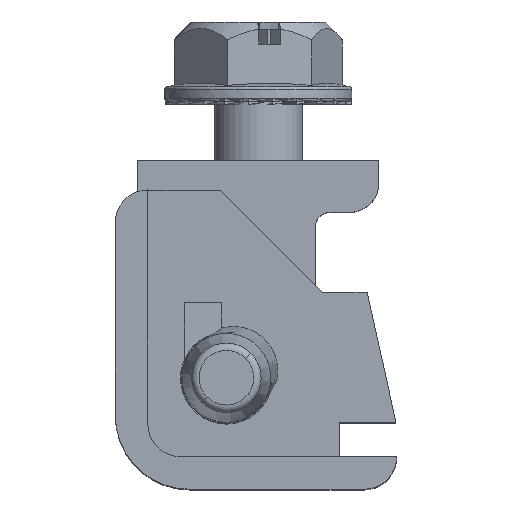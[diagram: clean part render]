
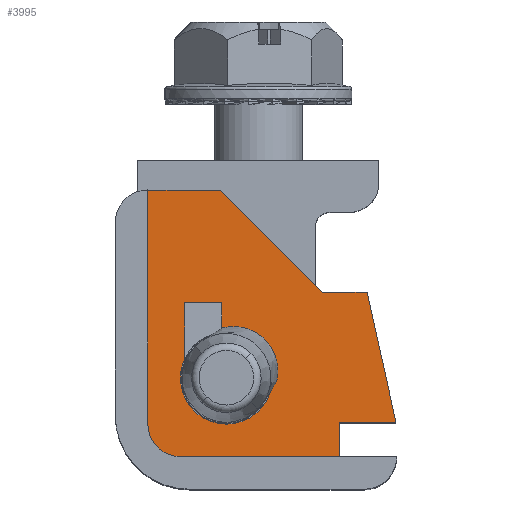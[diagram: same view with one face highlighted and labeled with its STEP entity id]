
A CAD part, top view. The second image highlights one B-rep face of the part: STEP entity #3995.
In plain terms, the highlighted planar face has unit normal (0, 0, 1).
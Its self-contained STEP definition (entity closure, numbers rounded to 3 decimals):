
#112 = ORIENTED_EDGE ( 'NONE', *, *, #1241, .F. ) ;
#237 = LINE ( 'NONE', #6931, #6356 ) ;
#256 = CARTESIAN_POINT ( 'NONE',  ( -8.422, -16.878, 3.869 ) ) ;
#273 = CARTESIAN_POINT ( 'NONE',  ( -22.726, -8.733, 3.869 ) ) ;
#287 = FACE_OUTER_BOUND ( 'NONE', #577, .T. ) ;
#358 = DIRECTION ( 'NONE',  ( -1., 0., 0. ) ) ;
#476 = CARTESIAN_POINT ( 'NONE',  ( -8.422, -16.81, 3.869 ) ) ;
#529 = CARTESIAN_POINT ( 'NONE',  ( -13.38, -8.034, 3.869 ) ) ;
#547 = CARTESIAN_POINT ( 'NONE',  ( -8.422, -16.878, 3.869 ) ) ;
#577 = EDGE_LOOP ( 'NONE', ( #7084, #4448, #3116, #3755, #2250, #1646, #1534, #3151, #4949, #112 ) ) ;
#582 = CARTESIAN_POINT ( 'NONE',  ( -23.028, -13.862, 3.869 ) ) ;
#584 = ORIENTED_EDGE ( 'NONE', *, *, #3833, .T. ) ;
#639 = CIRCLE ( 'NONE', #3055, 3.116 ) ;
#774 = CARTESIAN_POINT ( 'NONE',  ( -8.422, -16.878, 3.869 ) ) ;
#956 = VERTEX_POINT ( 'NONE', #4989 ) ;
#1040 = VECTOR ( 'NONE', #7568, 1000. ) ;
#1241 = EDGE_CURVE ( 'NONE', #1350, #7189, #6553, .T. ) ;
#1350 = VERTEX_POINT ( 'NONE', #4229 ) ;
#1426 = LINE ( 'NONE', #3331, #3211 ) ;
#1464 = LINE ( 'NONE', #5054, #1040 ) ;
#1469 = VERTEX_POINT ( 'NONE', #256 ) ;
#1473 = EDGE_CURVE ( 'NONE', #7735, #6215, #3964, .T. ) ;
#1507 = DIRECTION ( 'NONE',  ( 0., 0., 1. ) ) ;
#1534 = ORIENTED_EDGE ( 'NONE', *, *, #6038, .T. ) ;
#1553 = DIRECTION ( 'NONE',  ( 1., 0., 0. ) ) ;
#1573 = LINE ( 'NONE', #5782, #2057 ) ;
#1592 = VECTOR ( 'NONE', #7547, 1000. ) ;
#1646 = ORIENTED_EDGE ( 'NONE', *, *, #1904, .F. ) ;
#1668 = CARTESIAN_POINT ( 'NONE',  ( -25.239, -1.099, 3.869 ) ) ;
#1736 = EDGE_CURVE ( 'NONE', #1469, #2287, #5055, .T. ) ;
#1797 = AXIS2_PLACEMENT_3D ( 'NONE', #2104, #1507, #6305 ) ;
#1816 = EDGE_CURVE ( 'NONE', #7189, #2287, #1426, .T. ) ;
#1904 = EDGE_CURVE ( 'NONE', #6176, #6569, #4427, .T. ) ;
#1975 = EDGE_CURVE ( 'NONE', #6205, #1350, #4966, .T. ) ;
#2057 = VECTOR ( 'NONE', #5241, 1000. ) ;
#2104 = CARTESIAN_POINT ( 'NONE',  ( -8.422, -1.099, 3.869 ) ) ;
#2117 = EDGE_CURVE ( 'NONE', #3592, #7228, #5712, .T. ) ;
#2159 = EDGE_CURVE ( 'NONE', #6569, #6215, #237, .T. ) ;
#2189 = CARTESIAN_POINT ( 'NONE',  ( -19.912, -13.863, 3.869 ) ) ;
#2201 = AXIS2_PLACEMENT_3D ( 'NONE', #3374, #3334, #1553 ) ;
#2249 = CARTESIAN_POINT ( 'NONE',  ( -8.422, -16.777, 3.869 ) ) ;
#2250 = ORIENTED_EDGE ( 'NONE', *, *, #2159, .F. ) ;
#2273 = DIRECTION ( 'NONE',  ( -1., 0., 0. ) ) ;
#2287 = VERTEX_POINT ( 'NONE', #2249 ) ;
#2692 = DIRECTION ( 'NONE',  ( 0., 1., 0. ) ) ;
#2695 = CIRCLE ( 'NONE', #3942, 3.116 ) ;
#2742 = PLANE ( 'NONE',  #1797 ) ;
#2751 = EDGE_CURVE ( 'NONE', #956, #7522, #4680, .T. ) ;
#2820 = VECTOR ( 'NONE', #6290, 1000. ) ;
#2911 = CARTESIAN_POINT ( 'NONE',  ( -22.726, -12.525, 3.869 ) ) ;
#3055 = AXIS2_PLACEMENT_3D ( 'NONE', #5359, #4105, #5904 ) ;
#3116 = ORIENTED_EDGE ( 'NONE', *, *, #4436, .F. ) ;
#3140 = CARTESIAN_POINT ( 'NONE',  ( -25.239, -16.978, 3.869 ) ) ;
#3151 = ORIENTED_EDGE ( 'NONE', *, *, #1736, .T. ) ;
#3185 = CARTESIAN_POINT ( 'NONE',  ( -20.214, -8.733, 3.869 ) ) ;
#3211 = VECTOR ( 'NONE', #7537, 1000. ) ;
#3255 = CARTESIAN_POINT ( 'NONE',  ( -12.224, -19.189, 3.869 ) ) ;
#3294 = DIRECTION ( 'NONE',  ( 0., -1., 0. ) ) ;
#3311 = AXIS2_PLACEMENT_3D ( 'NONE', #2189, #6509, #2273 ) ;
#3331 = CARTESIAN_POINT ( 'NONE',  ( -8.422, -16.777, 3.869 ) ) ;
#3334 = DIRECTION ( 'NONE',  ( 0., 0., 1. ) ) ;
#3341 = VECTOR ( 'NONE', #3294, 1000. ) ;
#3374 = CARTESIAN_POINT ( 'NONE',  ( -23.028, -16.978, 3.869 ) ) ;
#3408 = CARTESIAN_POINT ( 'NONE',  ( -8.422, -16.844, 3.869 ) ) ;
#3436 = ORIENTED_EDGE ( 'NONE', *, *, #2751, .F. ) ;
#3532 = ORIENTED_EDGE ( 'NONE', *, *, #2117, .F. ) ;
#3555 = CARTESIAN_POINT ( 'NONE',  ( -8.422, -16.777, 3.869 ) ) ;
#3592 = VERTEX_POINT ( 'NONE', #6525 ) ;
#3755 = ORIENTED_EDGE ( 'NONE', *, *, #1473, .T. ) ;
#3765 = ORIENTED_EDGE ( 'NONE', *, *, #4426, .F. ) ;
#3776 = CARTESIAN_POINT ( 'NONE',  ( -20.314, -1.099, 3.869 ) ) ;
#3833 = EDGE_CURVE ( 'NONE', #3592, #4990, #2695, .T. ) ;
#3892 = CARTESIAN_POINT ( 'NONE',  ( -16.797, -13.863, 3.869 ) ) ;
#3896 = LINE ( 'NONE', #273, #2820 ) ;
#3942 = AXIS2_PLACEMENT_3D ( 'NONE', #5537, #3960, #6161 ) ;
#3960 = DIRECTION ( 'NONE',  ( 0., 0., -1. ) ) ;
#3964 = CIRCLE ( 'NONE', #2201, 2.211 ) ;
#3995 = ADVANCED_FACE ( 'NONE', ( #5644, #287 ), #2742, .T. ) ;
#4065 = CIRCLE ( 'NONE', #3311, 3.116 ) ;
#4102 = VECTOR ( 'NONE', #2692, 1000. ) ;
#4105 = DIRECTION ( 'NONE',  ( 0., 0., -1. ) ) ;
#4183 = EDGE_CURVE ( 'NONE', #4667, #7522, #4065, .T. ) ;
#4229 = CARTESIAN_POINT ( 'NONE',  ( -13.38, -8.034, 3.869 ) ) ;
#4257 = LINE ( 'NONE', #774, #7767 ) ;
#4363 = CARTESIAN_POINT ( 'NONE',  ( -10.365, -8.034, 3.869 ) ) ;
#4426 = EDGE_CURVE ( 'NONE', #7228, #956, #3896, .T. ) ;
#4427 = LINE ( 'NONE', #5762, #3341 ) ;
#4436 = EDGE_CURVE ( 'NONE', #7735, #4538, #1573, .T. ) ;
#4448 = ORIENTED_EDGE ( 'NONE', *, *, #5640, .F. ) ;
#4483 = ORIENTED_EDGE ( 'NONE', *, *, #4528, .T. ) ;
#4515 = VECTOR ( 'NONE', #5997, 1000. ) ;
#4528 = EDGE_CURVE ( 'NONE', #4990, #4667, #639, .T. ) ;
#4538 = VERTEX_POINT ( 'NONE', #1668 ) ;
#4654 = EDGE_LOOP ( 'NONE', ( #584, #4483, #7699, #3436, #3765, #3532 ) ) ;
#4667 = VERTEX_POINT ( 'NONE', #582 ) ;
#4680 = LINE ( 'NONE', #2911, #1592 ) ;
#4949 = ORIENTED_EDGE ( 'NONE', *, *, #1816, .F. ) ;
#4966 = LINE ( 'NONE', #7318, #6983 ) ;
#4989 = CARTESIAN_POINT ( 'NONE',  ( -22.726, -8.733, 3.869 ) ) ;
#4990 = VERTEX_POINT ( 'NONE', #3892 ) ;
#5054 = CARTESIAN_POINT ( 'NONE',  ( -20.314, -1.099, 3.869 ) ) ;
#5055 = B_SPLINE_CURVE_WITH_KNOTS ( 'NONE', 3,
 ( #547, #3408, #476, #3555 ),
 .UNSPECIFIED., .F., .F.,
 ( 4, 4 ),
 ( 0., 1. ),
 .UNSPECIFIED. ) ;
#5241 = DIRECTION ( 'NONE',  ( 0., 1., 0. ) ) ;
#5359 = CARTESIAN_POINT ( 'NONE',  ( -19.912, -13.863, 3.869 ) ) ;
#5461 = CARTESIAN_POINT ( 'NONE',  ( -12.224, -16.878, 3.869 ) ) ;
#5537 = CARTESIAN_POINT ( 'NONE',  ( -19.912, -13.863, 3.869 ) ) ;
#5640 = EDGE_CURVE ( 'NONE', #4538, #6205, #1464, .T. ) ;
#5644 = FACE_BOUND ( 'NONE', #4654, .T. ) ;
#5665 = CARTESIAN_POINT ( 'NONE',  ( -23.028, -19.189, 3.869 ) ) ;
#5676 = CARTESIAN_POINT ( 'NONE',  ( -20.214, -8.733, 3.869 ) ) ;
#5712 = LINE ( 'NONE', #5676, #4102 ) ;
#5762 = CARTESIAN_POINT ( 'NONE',  ( -12.224, -16.878, 3.869 ) ) ;
#5782 = CARTESIAN_POINT ( 'NONE',  ( -25.239, -1.099, 3.869 ) ) ;
#5904 = DIRECTION ( 'NONE',  ( -1., 0., 0. ) ) ;
#5997 = DIRECTION ( 'NONE',  ( 1., 0., 0. ) ) ;
#6038 = EDGE_CURVE ( 'NONE', #6176, #1469, #4257, .T. ) ;
#6161 = DIRECTION ( 'NONE',  ( -1., 0., 0. ) ) ;
#6176 = VERTEX_POINT ( 'NONE', #5461 ) ;
#6205 = VERTEX_POINT ( 'NONE', #3776 ) ;
#6215 = VERTEX_POINT ( 'NONE', #5665 ) ;
#6290 = DIRECTION ( 'NONE',  ( -1., 0., 0. ) ) ;
#6305 = DIRECTION ( 'NONE',  ( -1., 0., 0. ) ) ;
#6356 = VECTOR ( 'NONE', #358, 1000. ) ;
#6509 = DIRECTION ( 'NONE',  ( 0., 0., -1. ) ) ;
#6525 = CARTESIAN_POINT ( 'NONE',  ( -20.214, -10.762, 3.869 ) ) ;
#6553 = LINE ( 'NONE', #529, #4515 ) ;
#6556 = CARTESIAN_POINT ( 'NONE',  ( -22.726, -12.525, 3.869 ) ) ;
#6569 = VERTEX_POINT ( 'NONE', #3255 ) ;
#6931 = CARTESIAN_POINT ( 'NONE',  ( -23.028, -19.189, 3.869 ) ) ;
#6983 = VECTOR ( 'NONE', #7798, 1000. ) ;
#7084 = ORIENTED_EDGE ( 'NONE', *, *, #1975, .F. ) ;
#7189 = VERTEX_POINT ( 'NONE', #4363 ) ;
#7228 = VERTEX_POINT ( 'NONE', #3185 ) ;
#7279 = DIRECTION ( 'NONE',  ( 1., 0., 0. ) ) ;
#7318 = CARTESIAN_POINT ( 'NONE',  ( -20.314, -1.099, 3.869 ) ) ;
#7522 = VERTEX_POINT ( 'NONE', #6556 ) ;
#7537 = DIRECTION ( 'NONE',  ( 0.217, -0.976, 0. ) ) ;
#7547 = DIRECTION ( 'NONE',  ( 0., -1., 0. ) ) ;
#7568 = DIRECTION ( 'NONE',  ( 1., 0., 0. ) ) ;
#7699 = ORIENTED_EDGE ( 'NONE', *, *, #4183, .T. ) ;
#7735 = VERTEX_POINT ( 'NONE', #3140 ) ;
#7767 = VECTOR ( 'NONE', #7279, 1000. ) ;
#7798 = DIRECTION ( 'NONE',  ( 0.707, -0.707, 0. ) ) ;
